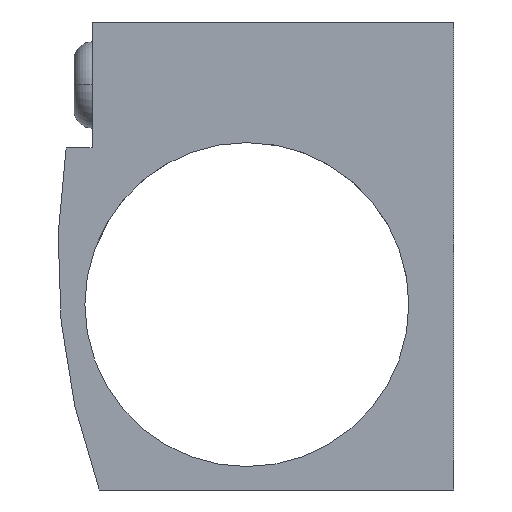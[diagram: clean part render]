
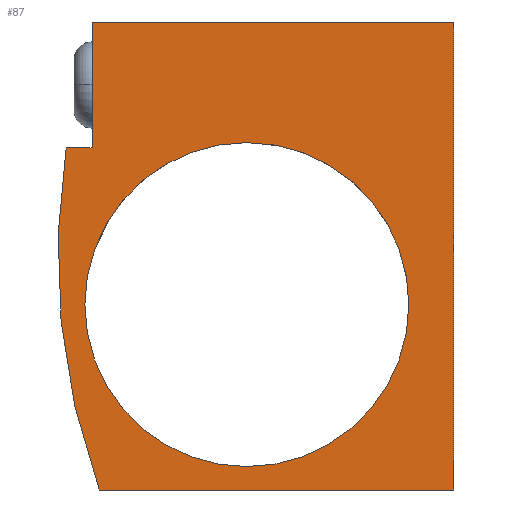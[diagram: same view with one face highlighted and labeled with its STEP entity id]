
A CAD part, left-side view. The second image highlights one B-rep face of the part: STEP entity #87.
In plain terms, the highlighted planar face has unit normal (-1, 0, 0).
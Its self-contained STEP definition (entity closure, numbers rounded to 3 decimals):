
#87=ADVANCED_FACE('',(#180,#181),#182,.T.);
#180=FACE_BOUND('',#275,.T.);
#181=FACE_OUTER_BOUND('',#276,.T.);
#182=PLANE('',#277);
#275=EDGE_LOOP('',(#635,#636));
#276=EDGE_LOOP('',(#637,#638,#639,#640,#641,#642));
#277=AXIS2_PLACEMENT_3D('',#643,#644,#645);
#635=ORIENTED_EDGE('',*,*,#654,.T.);
#636=ORIENTED_EDGE('',*,*,#754,.T.);
#637=ORIENTED_EDGE('',*,*,#772,.F.);
#638=ORIENTED_EDGE('',*,*,#773,.F.);
#639=ORIENTED_EDGE('',*,*,#731,.F.);
#640=ORIENTED_EDGE('',*,*,#765,.F.);
#641=ORIENTED_EDGE('',*,*,#768,.F.);
#642=ORIENTED_EDGE('',*,*,#770,.F.);
#643=CARTESIAN_POINT('',(-38.3,10.461,-12.877));
#644=DIRECTION('',(-1.0,0.0,0.));
#645=DIRECTION('',(0.,0.0,1.0));
#654=EDGE_CURVE('',#778,#775,#779,.T.);
#731=EDGE_CURVE('',#912,#914,#915,.T.);
#754=EDGE_CURVE('',#775,#778,#946,.T.);
#765=EDGE_CURVE('',#964,#912,#966,.T.);
#768=EDGE_CURVE('',#968,#964,#970,.T.);
#770=EDGE_CURVE('',#971,#968,#973,.T.);
#772=EDGE_CURVE('',#974,#971,#976,.T.);
#773=EDGE_CURVE('',#914,#974,#977,.T.);
#775=VERTEX_POINT('',#979);
#778=VERTEX_POINT('',#983);
#779=CIRCLE('',#984,9.0);
#912=VERTEX_POINT('',#1165);
#914=VERTEX_POINT('',#1168);
#915=LINE('',#1169,#1170);
#946=CIRCLE('',#1214,9.0);
#964=VERTEX_POINT('',#1240);
#966=LINE('',#1243,#1244);
#968=VERTEX_POINT('',#1247);
#970=LINE('',#1250,#1251);
#971=VERTEX_POINT('',#1252);
#973=CIRCLE('',#1255,38.377);
#974=VERTEX_POINT('',#1256);
#976=LINE('',#1259,#1260);
#977=LINE('',#1261,#1262);
#979=CARTESIAN_POINT('',(-38.3,11.5,-6.7));
#983=CARTESIAN_POINT('',(-38.3,11.5,-24.7));
#984=AXIS2_PLACEMENT_3D('',#1266,#1267,#1268);
#1165=CARTESIAN_POINT('',(-38.3,20.1,0.));
#1168=CARTESIAN_POINT('',(-38.3,0.0,0.));
#1169=CARTESIAN_POINT('',(-38.3,0.0,0.));
#1170=VECTOR('',#1399,1.0);
#1214=AXIS2_PLACEMENT_3D('',#1440,#1441,#1442);
#1240=CARTESIAN_POINT('',(-38.3,20.1,-7.));
#1243=CARTESIAN_POINT('',(-38.3,20.1,-7.));
#1244=VECTOR('',#1455,1.0);
#1247=CARTESIAN_POINT('',(-38.3,21.542,-7.));
#1250=CARTESIAN_POINT('',(-38.3,21.542,-7.));
#1251=VECTOR('',#1458,1.0);
#1252=CARTESIAN_POINT('',(-38.3,19.698,-26.0));
#1255=AXIS2_PLACEMENT_3D('',#1460,#1461,#1462);
#1256=CARTESIAN_POINT('',(-38.3,0.,-26.0));
#1259=CARTESIAN_POINT('',(-38.3,0.,-26.0));
#1260=VECTOR('',#1464,1.0);
#1261=CARTESIAN_POINT('',(-38.3,0.,-26.0));
#1262=VECTOR('',#1465,1.0);
#1266=CARTESIAN_POINT('',(-38.3,11.5,-15.7));
#1267=DIRECTION('',(1.0,0.0,0.));
#1268=DIRECTION('',(0.,0.0,1.0));
#1399=DIRECTION('',(0.0,-1.0,-0.0));
#1440=CARTESIAN_POINT('',(-38.3,11.5,-15.7));
#1441=DIRECTION('',(1.0,0.0,0.));
#1442=DIRECTION('',(0.,0.0,1.0));
#1455=DIRECTION('',(0.,0.,1.0));
#1458=DIRECTION('',(0.,-1.0,0.));
#1460=CARTESIAN_POINT('',(-38.3,-16.377,-12.908));
#1461=DIRECTION('',(1.0,0.0,0.));
#1462=DIRECTION('',(0.,0.0,1.0));
#1464=DIRECTION('',(0.0,1.0,0.0));
#1465=DIRECTION('',(0.,0.,-1.0));
